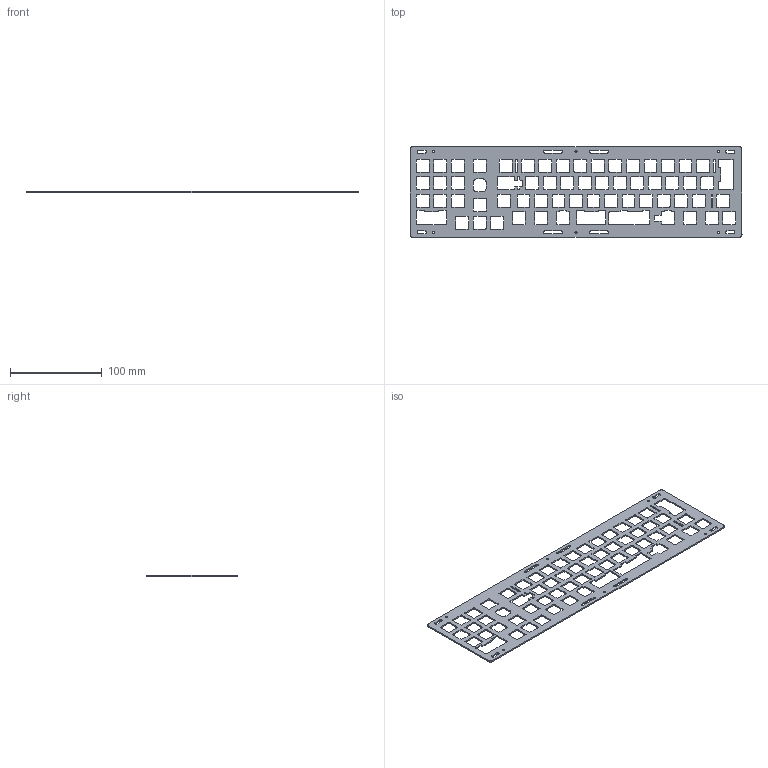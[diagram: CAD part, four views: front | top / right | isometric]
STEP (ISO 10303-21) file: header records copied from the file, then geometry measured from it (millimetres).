
FILE_DESCRIPTION(('KiCad electronic assembly'),'2;1');
FILE_NAME('clarabelle_plate_iso.step','2021-04-11T22:06:38',('Pcbnew'),( 'Kicad'),'Open CASCADE STEP processor 7.5','KiCad to STEP converter' ,'Unknown');
FILE_SCHEMA(('AUTOMOTIVE_DESIGN { 1 0 10303 214 1 1 1 1 }'));
Length unit declared in the file: millimetre
Products named in the file (2): clarabelle_plate_iso 1; COMPOUND
Assembly tree (1 placements, depth 2):
  clarabelle_plate_iso 1
    COMPOUND
Bounding box: 361 x 98.3 x 1.5 mm (x, y, z)
Volume: 31712.9 mm3; surface area: 49856.1 mm2
Topology: 1 solids, 1 shells, 692 faces, 2070 edges, 1380 vertices
Faces by surface type: cylinder 348, plane 344
Full cylindrical faces by diameter (mm): 2.25 x6
Entity records: 50767 total; most frequent: DIRECTION 8294, CARTESIAN_POINT 8284, LINE 4818, VECTOR 4818, ORIENTED_EDGE 4140, PCURVE 4140, DEFINITIONAL_REPRESENTATION 4140, EDGE_CURVE 2070
